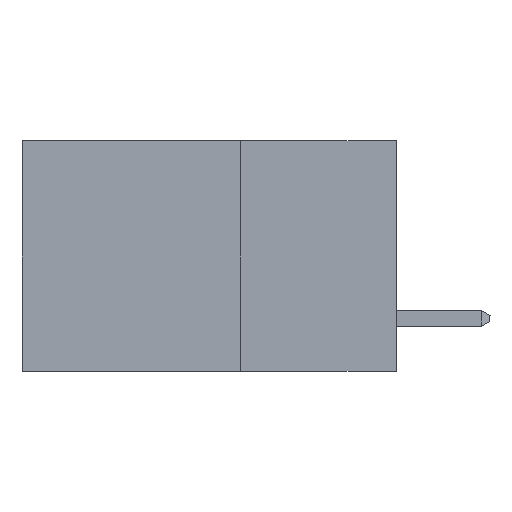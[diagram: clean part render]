
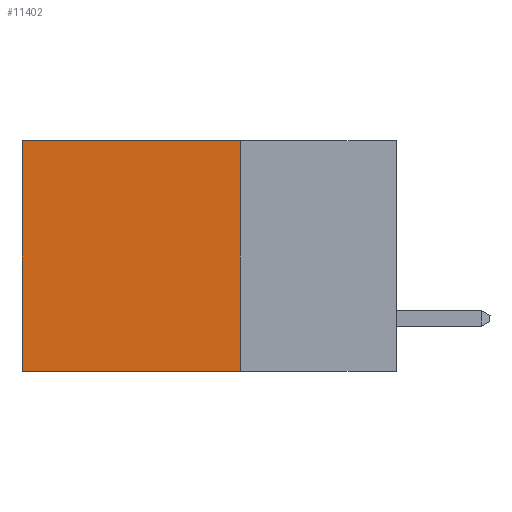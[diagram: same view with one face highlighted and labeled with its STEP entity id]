
A CAD part, left-side view. The second image highlights one B-rep face of the part: STEP entity #11402.
In plain terms, the highlighted planar face has unit normal (-1, 0, 0).
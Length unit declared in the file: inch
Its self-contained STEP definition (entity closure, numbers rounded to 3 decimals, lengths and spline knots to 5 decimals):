
#205 = LINE ( 'NONE', #2856, #9038 ) ;
#276 = LINE ( 'NONE', #17210, #3992 ) ;
#1450 = PLANE ( 'NONE',  #19962 ) ;
#1813 = EDGE_CURVE ( 'NONE', #4211, #19480, #4924, .T. ) ;
#2331 = ORIENTED_EDGE ( 'NONE', *, *, #1813, .F. ) ;
#2586 = DIRECTION ( 'NONE',  ( 0., 0., -1. ) ) ;
#2687 = VECTOR ( 'NONE', #2586, 39.37008 ) ;
#2856 = CARTESIAN_POINT ( 'NONE',  ( 0.2615, 0.25, 0. ) ) ;
#3121 = DIRECTION ( 'NONE',  ( 1., 0., 0. ) ) ;
#3992 = VECTOR ( 'NONE', #17214, 39.37008 ) ;
#4211 = VERTEX_POINT ( 'NONE', #13247 ) ;
#4507 = ORIENTED_EDGE ( 'NONE', *, *, #8324, .F. ) ;
#4924 = LINE ( 'NONE', #13171, #13276 ) ;
#5592 = ORIENTED_EDGE ( 'NONE', *, *, #18583, .T. ) ;
#6082 = VERTEX_POINT ( 'NONE', #16619 ) ;
#8324 = EDGE_CURVE ( 'NONE', #19480, #16450, #276, .T. ) ;
#8718 = CARTESIAN_POINT ( 'NONE',  ( 0.2615, 0.6, -0.37 ) ) ;
#9038 = VECTOR ( 'NONE', #13820, 39.37008 ) ;
#9526 = CARTESIAN_POINT ( 'NONE',  ( 0.2615, 0.6, -0.37 ) ) ;
#10009 = ORIENTED_EDGE ( 'NONE', *, *, #14189, .T. ) ;
#11402 = ADVANCED_FACE ( 'NONE', ( #12454 ), #1450, .F. ) ;
#12454 = FACE_OUTER_BOUND ( 'NONE', #17993, .T. ) ;
#12478 = CARTESIAN_POINT ( 'NONE',  ( 0.2615, 0.25, -0.37 ) ) ;
#13171 = CARTESIAN_POINT ( 'NONE',  ( 0.2615, 0.25, -0.37 ) ) ;
#13247 = CARTESIAN_POINT ( 'NONE',  ( 0.2615, 0.25, 0. ) ) ;
#13276 = VECTOR ( 'NONE', #13304, 39.37008 ) ;
#13304 = DIRECTION ( 'NONE',  ( 0., 0., -1. ) ) ;
#13820 = DIRECTION ( 'NONE',  ( 0., 1., 0. ) ) ;
#14067 = DIRECTION ( 'NONE',  ( 0., 0., -1. ) ) ;
#14189 = EDGE_CURVE ( 'NONE', #4211, #6082, #205, .T. ) ;
#14332 = CARTESIAN_POINT ( 'NONE',  ( 0.2615, 0.25, -0.37 ) ) ;
#16450 = VERTEX_POINT ( 'NONE', #9526 ) ;
#16619 = CARTESIAN_POINT ( 'NONE',  ( 0.2615, 0.6, 0. ) ) ;
#17210 = CARTESIAN_POINT ( 'NONE',  ( 0.2615, 0.25, -0.37 ) ) ;
#17214 = DIRECTION ( 'NONE',  ( 0., 1., 0. ) ) ;
#17993 = EDGE_LOOP ( 'NONE', ( #5592, #4507, #2331, #10009 ) ) ;
#18583 = EDGE_CURVE ( 'NONE', #6082, #16450, #19213, .T. ) ;
#19213 = LINE ( 'NONE', #8718, #2687 ) ;
#19480 = VERTEX_POINT ( 'NONE', #14332 ) ;
#19962 = AXIS2_PLACEMENT_3D ( 'NONE', #12478, #3121, #14067 ) ;
